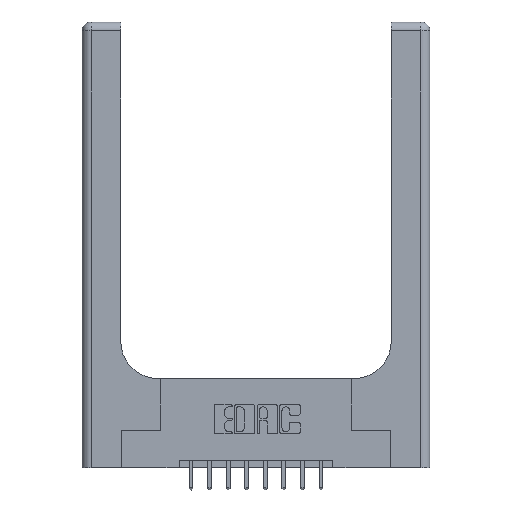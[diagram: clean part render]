
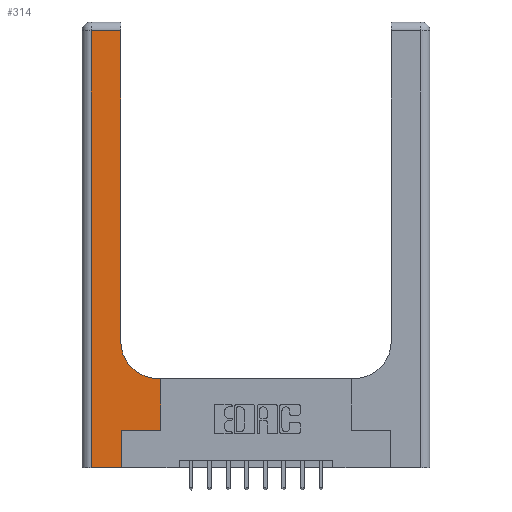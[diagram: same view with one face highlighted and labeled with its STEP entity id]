
A CAD part, top view. The second image highlights one B-rep face of the part: STEP entity #314.
In plain terms, the highlighted planar face has unit normal (0, 0, 1).
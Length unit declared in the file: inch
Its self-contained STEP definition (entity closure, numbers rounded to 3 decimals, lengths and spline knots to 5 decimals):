
#36 = ORIENTED_EDGE ( 'NONE', *, *, #6503, .T. ) ;
#94 = DIRECTION ( 'NONE',  ( 1., 0., 0. ) ) ;
#314 = ADVANCED_FACE ( 'NONE', ( #12712 ), #13438, .F. ) ;
#718 = CARTESIAN_POINT ( 'NONE',  ( 0.528, 0.25, 0.37 ) ) ;
#726 = CARTESIAN_POINT ( 'NONE',  ( 0., 3., 0.37 ) ) ;
#819 = EDGE_CURVE ( 'NONE', #3193, #8414, #1047, .T. ) ;
#1047 = LINE ( 'NONE', #13334, #6828 ) ;
#1095 = CARTESIAN_POINT ( 'NONE',  ( 0.265, 0.25, 0.37 ) ) ;
#1209 = VERTEX_POINT ( 'NONE', #12555 ) ;
#1446 = CARTESIAN_POINT ( 'NONE',  ( 0.26, 3., 0.37 ) ) ;
#1615 = CARTESIAN_POINT ( 'NONE',  ( 0.528, 0.25, 0.37 ) ) ;
#1878 = DIRECTION ( 'NONE',  ( -1., 0., 0. ) ) ;
#1884 = LINE ( 'NONE', #13024, #13181 ) ;
#2020 = EDGE_CURVE ( 'NONE', #12046, #4681, #11721, .T. ) ;
#2053 = ORIENTED_EDGE ( 'NONE', *, *, #14069, .T. ) ;
#2147 = DIRECTION ( 'NONE',  ( 1., 0., 0. ) ) ;
#2265 = VECTOR ( 'NONE', #11180, 39.37008 ) ;
#2391 = CARTESIAN_POINT ( 'NONE',  ( 0.51, 0.6, 0.37 ) ) ;
#2666 = ORIENTED_EDGE ( 'NONE', *, *, #2020, .T. ) ;
#3049 = EDGE_LOOP ( 'NONE', ( #12861, #7976, #8678, #13109, #36, #6740, #2666, #2053, #14954 ) ) ;
#3193 = VERTEX_POINT ( 'NONE', #12952 ) ;
#3218 = LINE ( 'NONE', #8026, #6656 ) ;
#3230 = CARTESIAN_POINT ( 'NONE',  ( 0.06, 2.94, 0.37 ) ) ;
#3306 = VECTOR ( 'NONE', #8343, 39.37008 ) ;
#3629 = DIRECTION ( 'NONE',  ( 0., 0., -1. ) ) ;
#3663 = VERTEX_POINT ( 'NONE', #1095 ) ;
#3866 = LINE ( 'NONE', #14990, #13538 ) ;
#3987 = DIRECTION ( 'NONE',  ( -1., 0., 0. ) ) ;
#4008 = VERTEX_POINT ( 'NONE', #11240 ) ;
#4023 = AXIS2_PLACEMENT_3D ( 'NONE', #726, #8824, #1878 ) ;
#4681 = VERTEX_POINT ( 'NONE', #11606 ) ;
#4759 = EDGE_CURVE ( 'NONE', #8414, #10135, #12122, .T. ) ;
#4975 = EDGE_CURVE ( 'NONE', #3663, #12046, #7888, .T. ) ;
#5952 = CARTESIAN_POINT ( 'NONE',  ( 0.06, 3., 0.37 ) ) ;
#6232 = EDGE_CURVE ( 'NONE', #11982, #1209, #10459, .T. ) ;
#6503 = EDGE_CURVE ( 'NONE', #4008, #3663, #1884, .T. ) ;
#6603 = EDGE_CURVE ( 'NONE', #10135, #4008, #3866, .T. ) ;
#6656 = VECTOR ( 'NONE', #14976, 39.37008 ) ;
#6740 = ORIENTED_EDGE ( 'NONE', *, *, #4975, .T. ) ;
#6806 = EDGE_CURVE ( 'NONE', #1209, #3193, #13350, .T. ) ;
#6828 = VECTOR ( 'NONE', #3987, 39.37008 ) ;
#7888 = LINE ( 'NONE', #7907, #14138 ) ;
#7907 = CARTESIAN_POINT ( 'NONE',  ( 0.265, 0.25, 0.37 ) ) ;
#7976 = ORIENTED_EDGE ( 'NONE', *, *, #819, .T. ) ;
#8026 = CARTESIAN_POINT ( 'NONE',  ( 0.26, 0.6, 0.37 ) ) ;
#8343 = DIRECTION ( 'NONE',  ( 0., 1., 0. ) ) ;
#8414 = VERTEX_POINT ( 'NONE', #3230 ) ;
#8678 = ORIENTED_EDGE ( 'NONE', *, *, #4759, .T. ) ;
#8824 = DIRECTION ( 'NONE',  ( 0., 0., -1. ) ) ;
#9423 = CARTESIAN_POINT ( 'NONE',  ( 0.51, 0.85, 0.37 ) ) ;
#9687 = DIRECTION ( 'NONE',  ( 0., 1., 0. ) ) ;
#10011 = AXIS2_PLACEMENT_3D ( 'NONE', #9423, #3629, #11756 ) ;
#10135 = VERTEX_POINT ( 'NONE', #13949 ) ;
#10459 = CIRCLE ( 'NONE', #10011, 0.25 ) ;
#11180 = DIRECTION ( 'NONE',  ( 0., 1., 0. ) ) ;
#11240 = CARTESIAN_POINT ( 'NONE',  ( 0.265, 0., 0.37 ) ) ;
#11606 = CARTESIAN_POINT ( 'NONE',  ( 0.528, 0.6, 0.37 ) ) ;
#11721 = LINE ( 'NONE', #718, #2265 ) ;
#11756 = DIRECTION ( 'NONE',  ( 1., 0., 0. ) ) ;
#11934 = VECTOR ( 'NONE', #13015, 39.37008 ) ;
#11982 = VERTEX_POINT ( 'NONE', #2391 ) ;
#12046 = VERTEX_POINT ( 'NONE', #1615 ) ;
#12122 = LINE ( 'NONE', #5952, #11934 ) ;
#12555 = CARTESIAN_POINT ( 'NONE',  ( 0.26, 0.85, 0.37 ) ) ;
#12712 = FACE_OUTER_BOUND ( 'NONE', #3049, .T. ) ;
#12861 = ORIENTED_EDGE ( 'NONE', *, *, #6806, .T. ) ;
#12952 = CARTESIAN_POINT ( 'NONE',  ( 0.26, 2.94, 0.37 ) ) ;
#13015 = DIRECTION ( 'NONE',  ( 0., -1., 0. ) ) ;
#13024 = CARTESIAN_POINT ( 'NONE',  ( 0.265, 0., 0.37 ) ) ;
#13109 = ORIENTED_EDGE ( 'NONE', *, *, #6603, .T. ) ;
#13181 = VECTOR ( 'NONE', #9687, 39.37008 ) ;
#13334 = CARTESIAN_POINT ( 'NONE',  ( 0., 2.94, 0.37 ) ) ;
#13350 = LINE ( 'NONE', #1446, #3306 ) ;
#13438 = PLANE ( 'NONE',  #4023 ) ;
#13538 = VECTOR ( 'NONE', #94, 39.37008 ) ;
#13949 = CARTESIAN_POINT ( 'NONE',  ( 0.06, 0., 0.37 ) ) ;
#14069 = EDGE_CURVE ( 'NONE', #4681, #11982, #3218, .T. ) ;
#14138 = VECTOR ( 'NONE', #2147, 39.37008 ) ;
#14954 = ORIENTED_EDGE ( 'NONE', *, *, #6232, .T. ) ;
#14976 = DIRECTION ( 'NONE',  ( -1., 0., 0. ) ) ;
#14990 = CARTESIAN_POINT ( 'NONE',  ( 0., 0., 0.37 ) ) ;
